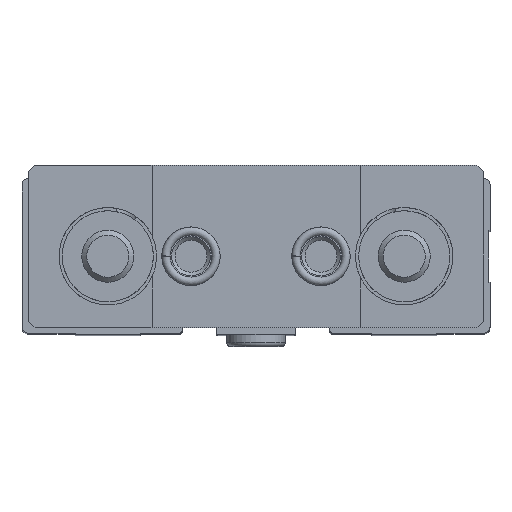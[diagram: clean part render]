
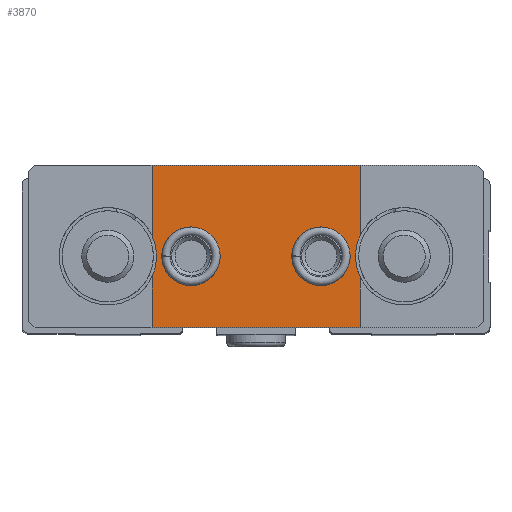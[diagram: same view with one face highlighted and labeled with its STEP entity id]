
A CAD part, top view. The second image highlights one B-rep face of the part: STEP entity #3870.
In plain terms, the highlighted planar face has unit normal (0, 0, 1).
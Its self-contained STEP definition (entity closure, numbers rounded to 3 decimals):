
#429=LINE('',#6462,#695);
#431=LINE('',#6466,#697);
#441=LINE('',#6517,#707);
#443=LINE('',#6521,#709);
#455=LINE('',#6572,#721);
#461=LINE('',#6583,#727);
#695=VECTOR('',#5252,1000.);
#697=VECTOR('',#5256,1000.);
#707=VECTOR('',#5282,1000.);
#709=VECTOR('',#5286,1000.);
#721=VECTOR('',#5312,1000.);
#727=VECTOR('',#5322,1000.);
#1476=ORIENTED_EDGE('',*,*,#2172,.F.);
#1477=ORIENTED_EDGE('',*,*,#2173,.F.);
#1478=ORIENTED_EDGE('',*,*,#2122,.T.);
#1479=ORIENTED_EDGE('',*,*,#2174,.T.);
#1480=ORIENTED_EDGE('',*,*,#2124,.T.);
#1481=ORIENTED_EDGE('',*,*,#2160,.T.);
#1482=ORIENTED_EDGE('',*,*,#2140,.T.);
#1483=ORIENTED_EDGE('',*,*,#2175,.T.);
#1484=ORIENTED_EDGE('',*,*,#2142,.T.);
#1485=ORIENTED_EDGE('',*,*,#2166,.T.);
#2122=EDGE_CURVE('',#2550,#2549,#429,.T.);
#2124=EDGE_CURVE('',#2551,#2552,#431,.T.);
#2140=EDGE_CURVE('',#2567,#2566,#441,.T.);
#2142=EDGE_CURVE('',#2568,#2569,#443,.T.);
#2160=EDGE_CURVE('',#2552,#2567,#455,.T.);
#2166=EDGE_CURVE('',#2569,#2550,#461,.T.);
#2172=EDGE_CURVE('',#2589,#2589,#2812,.T.);
#2173=EDGE_CURVE('',#2590,#2590,#2813,.T.);
#2174=EDGE_CURVE('',#2549,#2551,#2814,.F.);
#2175=EDGE_CURVE('',#2566,#2568,#2815,.F.);
#2549=VERTEX_POINT('',#6461);
#2550=VERTEX_POINT('',#6463);
#2551=VERTEX_POINT('',#6467);
#2552=VERTEX_POINT('',#6468);
#2566=VERTEX_POINT('',#6516);
#2567=VERTEX_POINT('',#6518);
#2568=VERTEX_POINT('',#6522);
#2569=VERTEX_POINT('',#6523);
#2589=VERTEX_POINT('',#6595);
#2590=VERTEX_POINT('',#6597);
#2812=CIRCLE('',#4329,4.5);
#2813=CIRCLE('',#4330,4.5);
#2814=CIRCLE('',#4331,7.5);
#2815=CIRCLE('',#4332,7.5);
#3090=EDGE_LOOP('',(#1476));
#3091=EDGE_LOOP('',(#1477));
#3092=EDGE_LOOP('',(#1478,#1479,#1480,#1481,#1482,#1483,#1484,#1485));
#3460=FACE_BOUND('',#3090,.T.);
#3461=FACE_BOUND('',#3091,.T.);
#3462=FACE_BOUND('',#3092,.T.);
#3667=PLANE('',#4328);
#3870=ADVANCED_FACE('',(#3460,#3461,#3462),#3667,.T.);
#4328=AXIS2_PLACEMENT_3D('',#6593,#5330,#5331);
#4329=AXIS2_PLACEMENT_3D('',#6594,#5332,#5333);
#4330=AXIS2_PLACEMENT_3D('',#6596,#5334,#5335);
#4331=AXIS2_PLACEMENT_3D('',#6598,#5336,#5337);
#4332=AXIS2_PLACEMENT_3D('',#6599,#5338,#5339);
#5252=DIRECTION('',(0.,1.,0.));
#5256=DIRECTION('',(0.,1.,0.));
#5282=DIRECTION('',(0.,-1.,0.));
#5286=DIRECTION('',(0.,-1.,0.));
#5312=DIRECTION('',(-1.,0.,0.));
#5322=DIRECTION('',(1.,0.,0.));
#5330=DIRECTION('',(0.,0.,1.));
#5331=DIRECTION('',(1.,0.,0.));
#5332=DIRECTION('',(0.,0.,1.));
#5333=DIRECTION('',(1.,0.,0.));
#5334=DIRECTION('',(0.,0.,1.));
#5335=DIRECTION('',(1.,0.,0.));
#5336=DIRECTION('',(0.,0.,1.));
#5337=DIRECTION('',(1.,0.,0.));
#5338=DIRECTION('',(0.,0.,1.));
#5339=DIRECTION('',(1.,0.,0.));
#6461=CARTESIAN_POINT('',(16.,-3.164,22.));
#6462=CARTESIAN_POINT('',(16.,0.,22.));
#6463=CARTESIAN_POINT('',(16.,-11.,22.));
#6466=CARTESIAN_POINT('',(16.,0.,22.));
#6467=CARTESIAN_POINT('',(16.,3.164,22.));
#6468=CARTESIAN_POINT('',(16.,14.,22.));
#6516=CARTESIAN_POINT('',(-16.,3.164,22.));
#6517=CARTESIAN_POINT('',(-16.,0.,22.));
#6518=CARTESIAN_POINT('',(-16.,14.,22.));
#6521=CARTESIAN_POINT('',(-16.,0.,22.));
#6522=CARTESIAN_POINT('',(-16.,-3.164,22.));
#6523=CARTESIAN_POINT('',(-16.,-11.,22.));
#6572=CARTESIAN_POINT('',(35.,14.,22.));
#6583=CARTESIAN_POINT('',(-35.,-11.,22.));
#6593=CARTESIAN_POINT('',(0.,0.,22.));
#6594=CARTESIAN_POINT('',(-10.,0.,22.));
#6595=CARTESIAN_POINT('',(-5.5,0.,22.));
#6596=CARTESIAN_POINT('',(10.,0.,22.));
#6597=CARTESIAN_POINT('',(14.5,0.,22.));
#6598=CARTESIAN_POINT('',(22.8,0.,22.));
#6599=CARTESIAN_POINT('',(-22.8,0.,22.));
